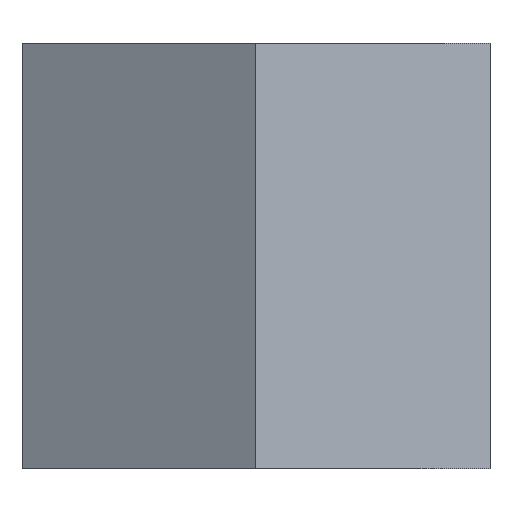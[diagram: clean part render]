
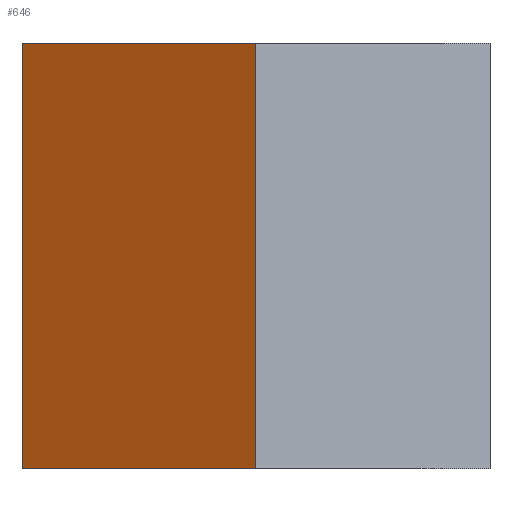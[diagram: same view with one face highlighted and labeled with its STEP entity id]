
A CAD part, left-side view. The second image highlights one B-rep face of the part: STEP entity #646.
In plain terms, the highlighted planar face has unit normal (-0.866, 0.5, 0).
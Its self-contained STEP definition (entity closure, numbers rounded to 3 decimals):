
#170 = VECTOR ( 'NONE', #6320, 1000. ) ;
#213 = DIRECTION ( 'NONE',  ( 0., 0., 1. ) ) ;
#646 = ADVANCED_FACE ( 'NONE', ( #6515 ), #835, .T. ) ;
#835 = PLANE ( 'NONE',  #3038 ) ;
#1257 = LINE ( 'NONE', #3786, #170 ) ;
#1447 = VERTEX_POINT ( 'NONE', #7779 ) ;
#1744 = CARTESIAN_POINT ( 'NONE',  ( -3.175, 0., 5. ) ) ;
#2011 = VERTEX_POINT ( 'NONE', #1744 ) ;
#2200 = LINE ( 'NONE', #4723, #6901 ) ;
#2271 = VECTOR ( 'NONE', #7885, 1000. ) ;
#2382 = DIRECTION ( 'NONE',  ( 0., 0., 1. ) ) ;
#2550 = ORIENTED_EDGE ( 'NONE', *, *, #7935, .F. ) ;
#2824 = LINE ( 'NONE', #5350, #2271 ) ;
#3038 = AXIS2_PLACEMENT_3D ( 'NONE', #3362, #5890, #213 ) ;
#3252 = VERTEX_POINT ( 'NONE', #6309 ) ;
#3362 = CARTESIAN_POINT ( 'NONE',  ( -1.588, 2.75, 0. ) ) ;
#3786 = CARTESIAN_POINT ( 'NONE',  ( -1.588, 2.75, 5. ) ) ;
#4723 = CARTESIAN_POINT ( 'NONE',  ( -1.588, 2.75, 0. ) ) ;
#5211 = ORIENTED_EDGE ( 'NONE', *, *, #8210, .F. ) ;
#5350 = CARTESIAN_POINT ( 'NONE',  ( -1.588, 2.75, 0. ) ) ;
#5410 = ORIENTED_EDGE ( 'NONE', *, *, #7380, .T. ) ;
#5529 = LINE ( 'NONE', #8068, #6636 ) ;
#5533 = VERTEX_POINT ( 'NONE', #7954 ) ;
#5890 = DIRECTION ( 'NONE',  ( -0.866, 0.5, 0. ) ) ;
#6309 = CARTESIAN_POINT ( 'NONE',  ( -1.588, 2.75, 0. ) ) ;
#6320 = DIRECTION ( 'NONE',  ( -0.5, -0.866, 0. ) ) ;
#6515 = FACE_OUTER_BOUND ( 'NONE', #7777, .T. ) ;
#6636 = VECTOR ( 'NONE', #2382, 1000. ) ;
#6901 = VECTOR ( 'NONE', #7256, 1000. ) ;
#7256 = DIRECTION ( 'NONE',  ( 0., 0., 1. ) ) ;
#7380 = EDGE_CURVE ( 'NONE', #5533, #2011, #5529, .T. ) ;
#7659 = ORIENTED_EDGE ( 'NONE', *, *, #8209, .T. ) ;
#7777 = EDGE_LOOP ( 'NONE', ( #7659, #5410, #2550, #5211 ) ) ;
#7779 = CARTESIAN_POINT ( 'NONE',  ( -1.588, 2.75, 5. ) ) ;
#7885 = DIRECTION ( 'NONE',  ( -0.5, -0.866, 0. ) ) ;
#7935 = EDGE_CURVE ( 'NONE', #1447, #2011, #1257, .T. ) ;
#7954 = CARTESIAN_POINT ( 'NONE',  ( -3.175, 0., 0. ) ) ;
#8068 = CARTESIAN_POINT ( 'NONE',  ( -3.175, 0., 0. ) ) ;
#8209 = EDGE_CURVE ( 'NONE', #3252, #5533, #2824, .T. ) ;
#8210 = EDGE_CURVE ( 'NONE', #3252, #1447, #2200, .T. ) ;
